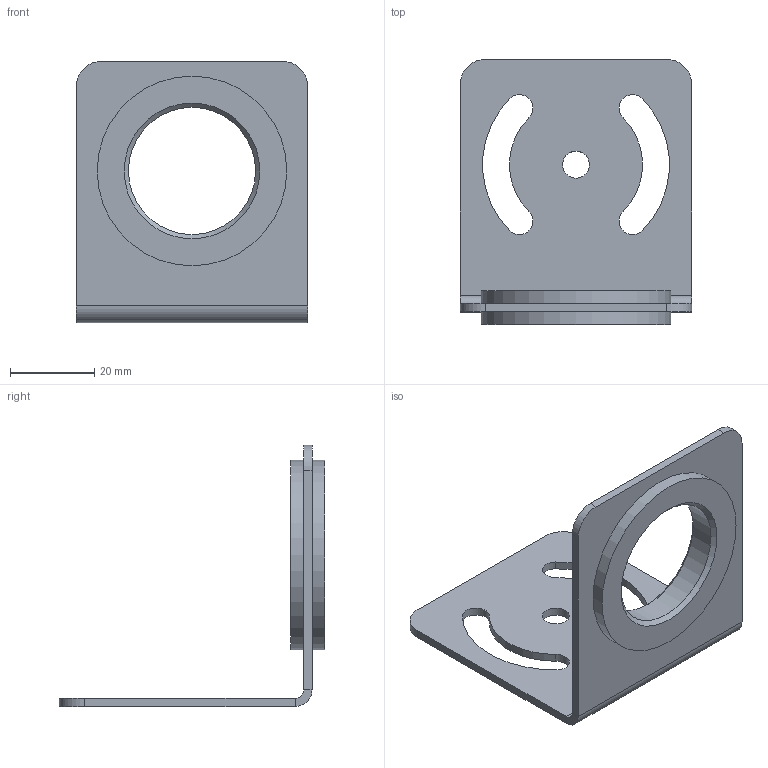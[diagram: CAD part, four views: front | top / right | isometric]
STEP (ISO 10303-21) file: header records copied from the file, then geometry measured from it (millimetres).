
FILE_DESCRIPTION(/* description */ ('Unknown'),/* implementation_level */ '2;1');
FILE_NAME(/* name */ '_KUI-M30',/* time_stamp */ '2021-01-15T09:46:49+05:00',/* author */ ('Unknown'),/* organization */ ('Unknown'),/* preprocessor_version */ 'ST-DEVELOPER v16.7',/* originating_system */ 'Solid Edge',/* authorisation */ 'Unknown');
FILE_SCHEMA (('AUTOMOTIVE_DESIGN {1 0 10303 214 3 1 1}'));
Length unit declared in the file: millimetre
Products named in the file (4): 46.005.000 Ñáîðêà êðîíøòåéíà Ì30; ﾀ2.034 ﾊ煇鳫 ﾌ30; Â0.102 Âòóëêà êðîíøòåéíà Ì30; Ê3.033 Øàéáà êðîíøòåéíà Ì30
Assembly tree (3 placements, depth 2):
  46.005.000 Ñáîðêà êðîíøòåéíà Ì30
    ﾀ2.034 ﾊ煇鳫 ﾌ30
    Â0.102 Âòóëêà êðîíøòåéíà Ì30
    Ê3.033 Øàéáà êðîíøòåéíà Ì30
Bounding box: 55 x 63 x 62 mm (x, y, z)
Volume: 15699.1 mm3; surface area: 16492.8 mm2
Topology: 3 solids, 3 shells, 41 faces, 96 edges, 62 vertices
Faces by surface type: cylinder 21, plane 17, cone 3
Full cylindrical faces by diameter (mm): 6.4 x1, 30.2 x1, 36 x3, 45 x2
Entity records: 1218 total; most frequent: DIRECTION 216, CARTESIAN_POINT 183, ORIENTED_EDGE 162, AXIS2_PLACEMENT_3D 90, EDGE_CURVE 81, EDGE_LOOP 64, FACE_BOUND 64, VERTEX_POINT 57
